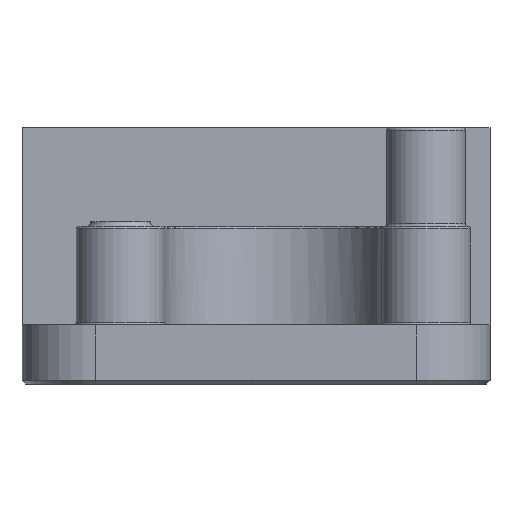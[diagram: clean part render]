
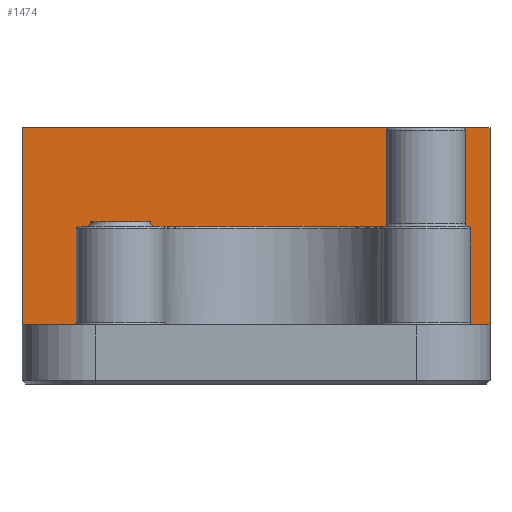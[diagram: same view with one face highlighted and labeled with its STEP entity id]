
A CAD part, left-side view. The second image highlights one B-rep face of the part: STEP entity #1474.
In plain terms, the highlighted planar face has unit normal (-1, 0, 0).
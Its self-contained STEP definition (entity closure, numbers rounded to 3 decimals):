
#265=FACE_OUTER_BOUND('',#374,.T.);
#374=EDGE_LOOP('',(#1170,#1171,#1172,#1173));
#457=LINE('',#2305,#553);
#463=LINE('',#2371,#559);
#493=LINE('',#2502,#589);
#496=LINE('',#2507,#592);
#553=VECTOR('',#1801,10.);
#559=VECTOR('',#1831,10.);
#589=VECTOR('',#1979,10.);
#592=VECTOR('',#1986,10.);
#646=VERTEX_POINT('',#2302);
#647=VERTEX_POINT('',#2304);
#659=VERTEX_POINT('',#2370);
#701=VERTEX_POINT('',#2501);
#786=EDGE_CURVE('',#647,#646,#457,.T.);
#801=EDGE_CURVE('',#647,#659,#463,.T.);
#864=EDGE_CURVE('',#659,#701,#493,.T.);
#867=EDGE_CURVE('',#646,#701,#496,.T.);
#1170=ORIENTED_EDGE('',*,*,#786,.T.);
#1171=ORIENTED_EDGE('',*,*,#867,.T.);
#1172=ORIENTED_EDGE('',*,*,#864,.F.);
#1173=ORIENTED_EDGE('',*,*,#801,.F.);
#1421=PLANE('',#1631);
#1474=ADVANCED_FACE('',(#265),#1421,.T.);
#1631=AXIS2_PLACEMENT_3D('',#2508,#1987,#1988);
#1801=DIRECTION('',(0.,0.,1.));
#1831=DIRECTION('',(0.,1.,0.));
#1979=DIRECTION('',(0.,0.,1.));
#1986=DIRECTION('',(0.,1.,0.));
#1987=DIRECTION('center_axis',(-1.,0.,0.));
#1988=DIRECTION('ref_axis',(0.,-1.,0.));
#2302=CARTESIAN_POINT('',(356.999,-37.992,88.));
#2304=CARTESIAN_POINT('',(356.999,-37.992,68.));
#2305=CARTESIAN_POINT('',(356.999,-37.992,62.));
#2370=CARTESIAN_POINT('',(356.999,9.508,68.));
#2371=CARTESIAN_POINT('',(356.999,21.508,68.));
#2501=CARTESIAN_POINT('',(356.999,9.508,88.));
#2502=CARTESIAN_POINT('',(356.999,9.508,59.));
#2507=CARTESIAN_POINT('',(356.999,-5.992,88.));
#2508=CARTESIAN_POINT('Origin',(356.999,26.508,62.));
